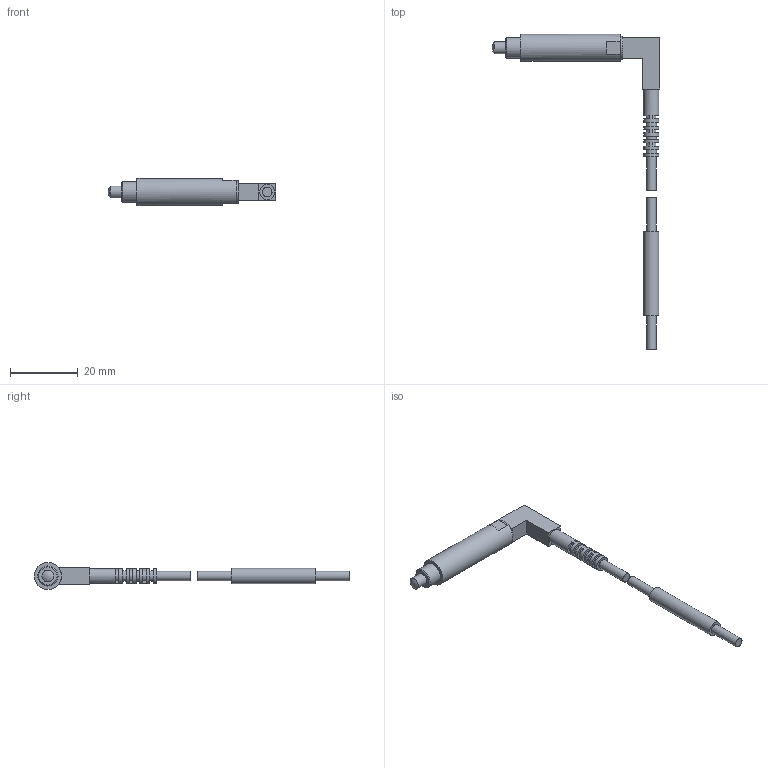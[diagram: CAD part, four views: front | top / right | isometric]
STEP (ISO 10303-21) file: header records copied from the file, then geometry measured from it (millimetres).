
FILE_DESCRIPTION (( 'STEP AP214' ), '1' );
FILE_NAME ('CS087A-LR.STEP', '2019-05-17T18:57:27', ( '' ), ( '' ), 'SwSTEP 2.0', 'SolidWorks 2018', '' );
FILE_SCHEMA (( 'AUTOMOTIVE_DESIGN' ));
Length unit declared in the file: inch
Products named in the file (1): CS087A-LR
Bounding box: 49.48 x 93.16 x 8 mm (x, y, z)
Volume: 3058.3 mm3; surface area: 2397.5 mm2
Topology: 2 solids, 2 shells, 81 faces, 166 edges, 108 vertices
Faces by surface type: plane 58, cylinder 21, sphere 1, cone 1
Full cylindrical faces by diameter (mm): 2.8 x3, 3.1 x3, 3.5 x1, 4.45 x4, 4.5 x1, 6 x1, 6.8 x1, 8 x1
Entity records: 2085 total; most frequent: DIRECTION 376, CARTESIAN_POINT 334, ORIENTED_EDGE 294, AXIS2_PLACEMENT_3D 147, EDGE_CURVE 147, EDGE_LOOP 116, VERTEX_POINT 105, FACE_OUTER_BOUND 96
